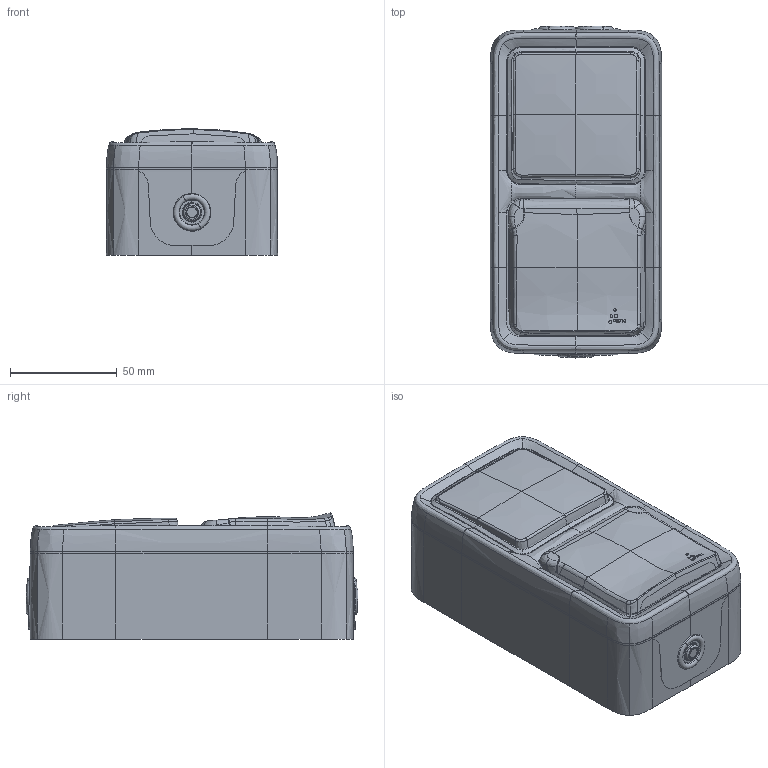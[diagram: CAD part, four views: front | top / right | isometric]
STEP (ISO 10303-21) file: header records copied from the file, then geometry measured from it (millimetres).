
FILE_DESCRIPTION(('CATIA V5 STEP Exchange','CAx-IF Rec.Pracs.--- Model Styling and Organization---1.5--- 2016-08-15','CAx-IF Rec.Pracs.---Supplemental Geometry---1.0---2011-11-01','CAx-IF Rec.Pracs.--- Composite Materials ---1.1---2010-07-15'),'2;1');
FILE_NAME('069746 _AllCATPart.stp','2021-09-21T15:19:28+00:00',('none'),('none'),'CATIA Version 5-6 Release 2020 SP3','CATIA V5 STEP AP214 v2','none');
FILE_SCHEMA(('AUTOMOTIVE_DESIGN { 1 0 10303 214 1 1 1 1 }'));
Products named in the file (1): 069746 _AllCATPart
Bounding box: 80.07 x 155.2 x 59 mm (x, y, z)
Surface area: 80175.1 mm2 (no closed solid volume)
Topology: 0 solids, 14 shells, 383 faces, 1152 edges, 776 vertices
Faces by surface type: bspline 251, plane 44, cone 40, extrusion 28, torus 12, cylinder 8
Entity records: 57049 total; most frequent: CARTESIAN_POINT 49446, ORIENTED_EDGE 1983, EDGE_CURVE 1135, B_SPLINE_CURVE_WITH_KNOTS 894, VERTEX_POINT 775, DIRECTION 505, EDGE_LOOP 404, ADVANCED_FACE 383
